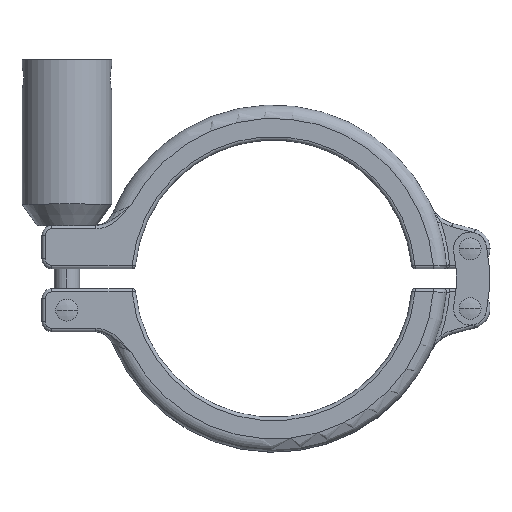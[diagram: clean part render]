
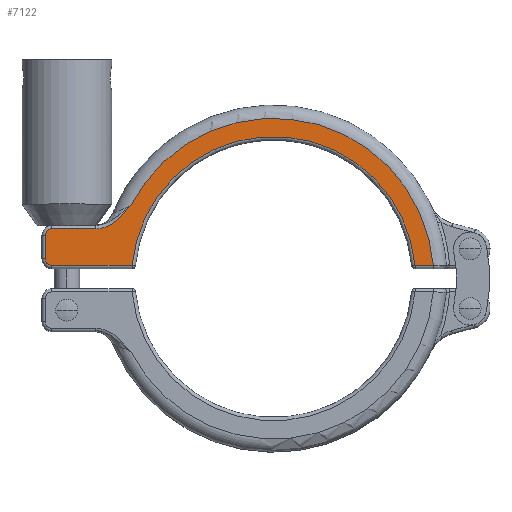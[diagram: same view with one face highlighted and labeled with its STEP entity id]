
A CAD part, top view. The second image highlights one B-rep face of the part: STEP entity #7122.
In plain terms, the highlighted planar face has unit normal (0, 0, 1).
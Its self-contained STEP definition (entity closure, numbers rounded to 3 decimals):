
#107 = CARTESIAN_POINT ( 'NONE',  ( -46.733, 18.009, 8.5 ) ) ;
#178 = CARTESIAN_POINT ( 'NONE',  ( -50.876, 15.448, 8.5 ) ) ;
#210 = DIRECTION ( 'NONE',  ( 1., 0., 0. ) ) ;
#456 = CARTESIAN_POINT ( 'NONE',  ( 0., 0., 8.5 ) ) ;
#477 = ORIENTED_EDGE ( 'NONE', *, *, #1466, .T. ) ;
#516 = CARTESIAN_POINT ( 'NONE',  ( -66.85, 15., 8.5 ) ) ;
#644 = AXIS2_PLACEMENT_3D ( 'NONE', #456, #3787, #6906 ) ;
#733 = DIRECTION ( 'NONE',  ( 0., 0., 1. ) ) ;
#924 = ORIENTED_EDGE ( 'NONE', *, *, #4405, .T. ) ;
#1055 = CARTESIAN_POINT ( 'NONE',  ( -43.055, 22., 8.5 ) ) ;
#1131 = VERTEX_POINT ( 'NONE', #2832 ) ;
#1153 = LINE ( 'NONE', #12741, #12472 ) ;
#1168 = EDGE_CURVE ( 'NONE', #1892, #1131, #3176, .T. ) ;
#1193 = CARTESIAN_POINT ( 'NONE',  ( -43.779, 21.192, 8.5 ) ) ;
#1250 = DIRECTION ( 'NONE',  ( 0., 0., -1. ) ) ;
#1265 = CARTESIAN_POINT ( 'NONE',  ( -48.01, 16.98, 8.5 ) ) ;
#1332 = CARTESIAN_POINT ( 'NONE',  ( -53.546, 15., 8.5 ) ) ;
#1457 = DIRECTION ( 'NONE',  ( -1., 0., 0. ) ) ;
#1466 = EDGE_CURVE ( 'NONE', #8755, #12740, #8608, .T. ) ;
#1522 = CARTESIAN_POINT ( 'NONE',  ( -53.546, 15., 8.5 ) ) ;
#1614 = CARTESIAN_POINT ( 'NONE',  ( 0., 0., 8.5 ) ) ;
#1683 = DIRECTION ( 'NONE',  ( 1., 0., 0. ) ) ;
#1689 = VECTOR ( 'NONE', #3735, 1000. ) ;
#1766 = VERTEX_POINT ( 'NONE', #3006 ) ;
#1885 = CARTESIAN_POINT ( 'NONE',  ( -66.85, 6., 8.5 ) ) ;
#1892 = VERTEX_POINT ( 'NONE', #8491 ) ;
#2152 = CARTESIAN_POINT ( 'NONE',  ( -44.492, 20.37, 8.5 ) ) ;
#2255 = CARTESIAN_POINT ( 'NONE',  ( -68.85, 6., 8.5 ) ) ;
#2430 = EDGE_CURVE ( 'NONE', #12718, #1892, #8714, .T. ) ;
#2635 = VERTEX_POINT ( 'NONE', #1522 ) ;
#2832 = CARTESIAN_POINT ( 'NONE',  ( -66.85, 4., 8.5 ) ) ;
#2869 = VECTOR ( 'NONE', #7418, 1000. ) ;
#2896 = DIRECTION ( 'NONE',  ( 0., 0., 1. ) ) ;
#3006 = CARTESIAN_POINT ( 'NONE',  ( 48.184, 4., 8.5 ) ) ;
#3176 = CIRCLE ( 'NONE', #10765, 2. ) ;
#3196 = ORIENTED_EDGE ( 'NONE', *, *, #3261, .T. ) ;
#3261 = EDGE_CURVE ( 'NONE', #10979, #2635, #12448, .T. ) ;
#3611 = EDGE_CURVE ( 'NONE', #2635, #11557, #5667, .T. ) ;
#3658 = FACE_OUTER_BOUND ( 'NONE', #10737, .T. ) ;
#3735 = DIRECTION ( 'NONE',  ( 1., 0., 0. ) ) ;
#3787 = DIRECTION ( 'NONE',  ( 0., 0., 1. ) ) ;
#4304 = ORIENTED_EDGE ( 'NONE', *, *, #4798, .T. ) ;
#4320 = CARTESIAN_POINT ( 'NONE',  ( -51.66, 15.221, 8.5 ) ) ;
#4405 = EDGE_CURVE ( 'NONE', #11557, #12718, #11829, .T. ) ;
#4600 = DIRECTION ( 'NONE',  ( 1., 0., 0. ) ) ;
#4798 = EDGE_CURVE ( 'NONE', #12740, #1766, #1153, .T. ) ;
#4868 = DIRECTION ( 'NONE',  ( 1., 0., 0. ) ) ;
#5013 = ORIENTED_EDGE ( 'NONE', *, *, #1168, .T. ) ;
#5084 = EDGE_CURVE ( 'NONE', #1131, #8755, #9832, .T. ) ;
#5330 = CARTESIAN_POINT ( 'NONE',  ( -49.377, 16.098, 8.5 ) ) ;
#5405 = CARTESIAN_POINT ( 'NONE',  ( -48.453, 16.663, 8.5 ) ) ;
#5525 = CARTESIAN_POINT ( 'NONE',  ( 0., 0., 8.5 ) ) ;
#5568 = AXIS2_PLACEMENT_3D ( 'NONE', #6838, #13052, #4600 ) ;
#5582 = AXIS2_PLACEMENT_3D ( 'NONE', #5525, #1250, #11616 ) ;
#5667 = LINE ( 'NONE', #516, #9029 ) ;
#5762 = CARTESIAN_POINT ( 'NONE',  ( -41.742, 4., 8.5 ) ) ;
#6287 = CARTESIAN_POINT ( 'NONE',  ( -45.968, 18.779, 8.5 ) ) ;
#6429 = CARTESIAN_POINT ( 'NONE',  ( -42.663, 4., 8.5 ) ) ;
#6488 = CARTESIAN_POINT ( 'NONE',  ( -52.996, 15., 8.5 ) ) ;
#6838 = CARTESIAN_POINT ( 'NONE',  ( -66.85, 13., 8.5 ) ) ;
#6906 = DIRECTION ( 'NONE',  ( 1., 0., 0. ) ) ;
#7011 = ORIENTED_EDGE ( 'NONE', *, *, #8268, .T. ) ;
#7122 = ADVANCED_FACE ( 'NONE', ( #3658 ), #10019, .T. ) ;
#7411 = CARTESIAN_POINT ( 'NONE',  ( 42.663, 4., 8.5 ) ) ;
#7418 = DIRECTION ( 'NONE',  ( 0., -1., 0. ) ) ;
#8268 = EDGE_CURVE ( 'NONE', #1766, #10979, #9084, .T. ) ;
#8491 = CARTESIAN_POINT ( 'NONE',  ( -68.85, 6., 8.5 ) ) ;
#8496 = ORIENTED_EDGE ( 'NONE', *, *, #5084, .T. ) ;
#8525 = CARTESIAN_POINT ( 'NONE',  ( -52.456, 15.058, 8.5 ) ) ;
#8608 = CIRCLE ( 'NONE', #5582, 42.85 ) ;
#8714 = LINE ( 'NONE', #2255, #2869 ) ;
#8755 = VERTEX_POINT ( 'NONE', #6429 ) ;
#9029 = VECTOR ( 'NONE', #1457, 1000. ) ;
#9084 = CIRCLE ( 'NONE', #644, 48.35 ) ;
#9402 = CARTESIAN_POINT ( 'NONE',  ( -43.055, 22., 8.5 ) ) ;
#9471 = CARTESIAN_POINT ( 'NONE',  ( -50.616, 15.541, 8.5 ) ) ;
#9540 = CARTESIAN_POINT ( 'NONE',  ( -49.858, 15.85, 8.5 ) ) ;
#9832 = LINE ( 'NONE', #5762, #1689 ) ;
#10019 = PLANE ( 'NONE',  #12746 ) ;
#10454 = CARTESIAN_POINT ( 'NONE',  ( -68.85, 13., 8.5 ) ) ;
#10737 = EDGE_LOOP ( 'NONE', ( #7011, #3196, #11583, #924, #13337, #5013, #8496, #477, #4304 ) ) ;
#10765 = AXIS2_PLACEMENT_3D ( 'NONE', #1885, #2896, #1683 ) ;
#10979 = VERTEX_POINT ( 'NONE', #1055 ) ;
#11325 = CARTESIAN_POINT ( 'NONE',  ( -66.85, 15., 8.5 ) ) ;
#11557 = VERTEX_POINT ( 'NONE', #11325 ) ;
#11583 = ORIENTED_EDGE ( 'NONE', *, *, #3611, .T. ) ;
#11616 = DIRECTION ( 'NONE',  ( 1., 0., 0. ) ) ;
#11829 = CIRCLE ( 'NONE', #5568, 2. ) ;
#12448 = B_SPLINE_CURVE_WITH_KNOTS ( 'NONE', 3,
 ( #9402, #1193, #2152, #6287, #107, #1265, #5405, #5330, #9540, #9471, #178, #12634, #4320, #8525, #6488, #1332 ),
 .UNSPECIFIED., .F., .F.,
 ( 4, 2, 2, 2, 2, 2, 2, 4 ),
 ( 0., 0.003, 0.006, 0.008, 0.01, 0.011, 0.011, 0.013 ),
 .UNSPECIFIED. ) ;
#12472 = VECTOR ( 'NONE', #210, 1000. ) ;
#12634 = CARTESIAN_POINT ( 'NONE',  ( -51.397, 15.288, 8.5 ) ) ;
#12718 = VERTEX_POINT ( 'NONE', #10454 ) ;
#12740 = VERTEX_POINT ( 'NONE', #7411 ) ;
#12741 = CARTESIAN_POINT ( 'NONE',  ( 48.257, 4., 8.5 ) ) ;
#12746 = AXIS2_PLACEMENT_3D ( 'NONE', #1614, #733, #4868 ) ;
#13052 = DIRECTION ( 'NONE',  ( 0., 0., 1. ) ) ;
#13337 = ORIENTED_EDGE ( 'NONE', *, *, #2430, .T. ) ;
